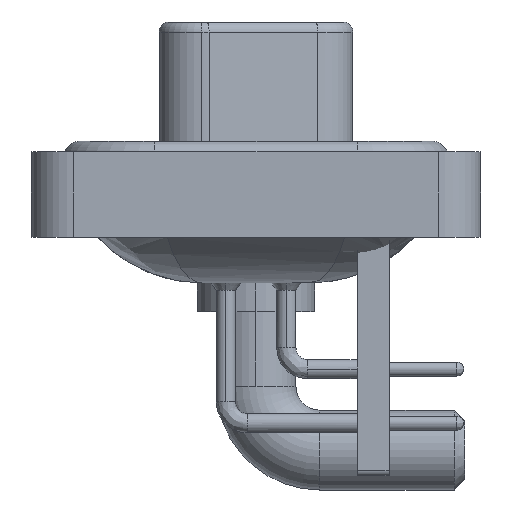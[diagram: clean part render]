
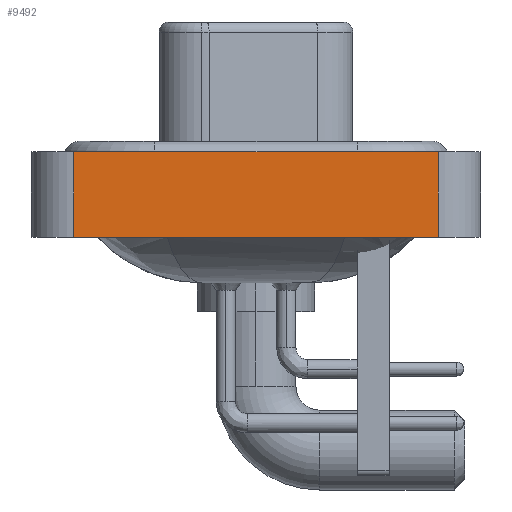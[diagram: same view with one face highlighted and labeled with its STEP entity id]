
A CAD part, left-side view. The second image highlights one B-rep face of the part: STEP entity #9492.
In plain terms, the highlighted planar face has unit normal (-1, 0, 0).
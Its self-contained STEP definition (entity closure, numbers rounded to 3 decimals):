
#1064 = CARTESIAN_POINT ( 'NONE',  ( -7.35, -8.55, -3.6 ) ) ;
#1786 = EDGE_CURVE ( 'NONE', #4780, #27027, #23680, .T. ) ;
#2256 = CARTESIAN_POINT ( 'NONE',  ( -7.35, 8.55, -3.6 ) ) ;
#2361 = EDGE_CURVE ( 'NONE', #12314, #27027, #16400, .T. ) ;
#2688 = DIRECTION ( 'NONE',  ( 0., 0., 1. ) ) ;
#4780 = VERTEX_POINT ( 'NONE', #20016 ) ;
#5810 = AXIS2_PLACEMENT_3D ( 'NONE', #1064, #19804, #24512 ) ;
#5904 = EDGE_LOOP ( 'NONE', ( #17690, #8898, #26549, #12939 ) ) ;
#6651 = CARTESIAN_POINT ( 'NONE',  ( -7.35, -8.55, 0.4 ) ) ;
#7357 = LINE ( 'NONE', #16550, #14989 ) ;
#7848 = EDGE_CURVE ( 'NONE', #29330, #4780, #7357, .T. ) ;
#8898 = ORIENTED_EDGE ( 'NONE', *, *, #2361, .F. ) ;
#9037 = CARTESIAN_POINT ( 'NONE',  ( -7.35, 8.55, -3.6 ) ) ;
#9492 = ADVANCED_FACE ( 'NONE', ( #20275 ), #29588, .T. ) ;
#11145 = VECTOR ( 'NONE', #16790, 1000. ) ;
#11230 = VECTOR ( 'NONE', #11353, 1000. ) ;
#11353 = DIRECTION ( 'NONE',  ( 0., -1., 0. ) ) ;
#12314 = VERTEX_POINT ( 'NONE', #12439 ) ;
#12359 = CARTESIAN_POINT ( 'NONE',  ( -7.35, -8.55, -3.6 ) ) ;
#12439 = CARTESIAN_POINT ( 'NONE',  ( -7.35, 8.55, 0.4 ) ) ;
#12939 = ORIENTED_EDGE ( 'NONE', *, *, #7848, .T. ) ;
#14989 = VECTOR ( 'NONE', #27728, 1000. ) ;
#15016 = VECTOR ( 'NONE', #2688, 1000. ) ;
#16400 = LINE ( 'NONE', #23145, #11230 ) ;
#16550 = CARTESIAN_POINT ( 'NONE',  ( -7.35, -8.55, -3.6 ) ) ;
#16790 = DIRECTION ( 'NONE',  ( 0., 0., 1. ) ) ;
#17690 = ORIENTED_EDGE ( 'NONE', *, *, #1786, .T. ) ;
#19804 = DIRECTION ( 'NONE',  ( -1., 0., 0. ) ) ;
#20016 = CARTESIAN_POINT ( 'NONE',  ( -7.35, -8.55, -3.6 ) ) ;
#20275 = FACE_OUTER_BOUND ( 'NONE', #5904, .T. ) ;
#21324 = EDGE_CURVE ( 'NONE', #29330, #12314, #28584, .T. ) ;
#23145 = CARTESIAN_POINT ( 'NONE',  ( -7.35, -8.55, 0.4 ) ) ;
#23680 = LINE ( 'NONE', #12359, #15016 ) ;
#24512 = DIRECTION ( 'NONE',  ( 0., 0., 1. ) ) ;
#26549 = ORIENTED_EDGE ( 'NONE', *, *, #21324, .F. ) ;
#27027 = VERTEX_POINT ( 'NONE', #6651 ) ;
#27728 = DIRECTION ( 'NONE',  ( 0., -1., 0. ) ) ;
#28584 = LINE ( 'NONE', #9037, #11145 ) ;
#29330 = VERTEX_POINT ( 'NONE', #2256 ) ;
#29588 = PLANE ( 'NONE',  #5810 ) ;
